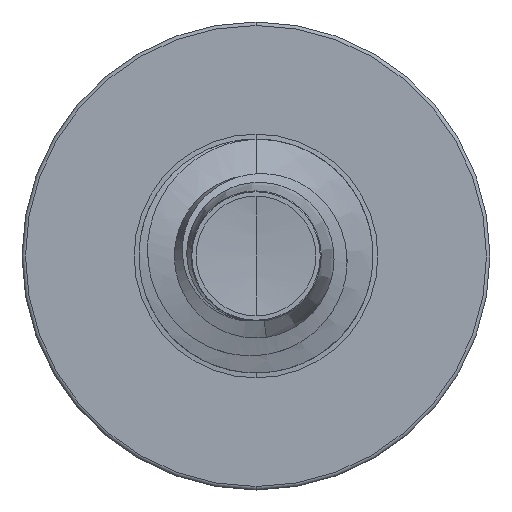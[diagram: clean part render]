
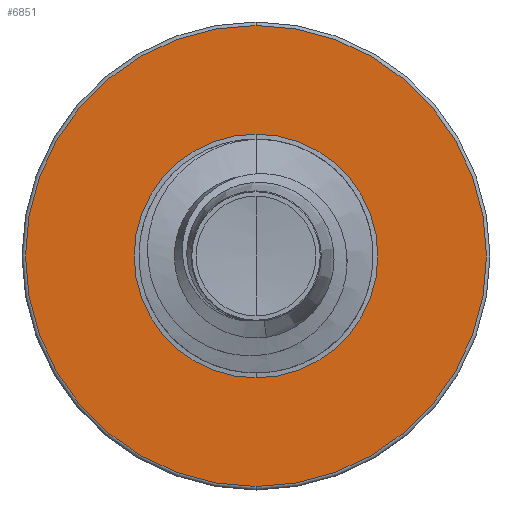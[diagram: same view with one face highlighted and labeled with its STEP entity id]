
A CAD part, front view. The second image highlights one B-rep face of the part: STEP entity #6851.
In plain terms, the highlighted planar face has unit normal (0, -1, 0).
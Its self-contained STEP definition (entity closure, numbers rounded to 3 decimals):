
#45 = DIRECTION ( 'NONE',  ( 0., 1., 0. ) ) ;
#304 = CARTESIAN_POINT ( 'NONE',  ( 0., 7., -1.562 ) ) ;
#373 = ORIENTED_EDGE ( 'NONE', *, *, #7257, .F. ) ;
#831 = EDGE_LOOP ( 'NONE', ( #8927, #1979 ) ) ;
#1314 = CIRCLE ( 'NONE', #10074, 2.955 ) ;
#1341 = VERTEX_POINT ( 'NONE', #6028 ) ;
#1557 = CARTESIAN_POINT ( 'NONE',  ( 0., 7., 0. ) ) ;
#1853 = DIRECTION ( 'NONE',  ( 0., 1., 0. ) ) ;
#1979 = ORIENTED_EDGE ( 'NONE', *, *, #5257, .T. ) ;
#2172 = FACE_OUTER_BOUND ( 'NONE', #2408, .T. ) ;
#2182 = DIRECTION ( 'NONE',  ( 0., 0., 1. ) ) ;
#2277 = ORIENTED_EDGE ( 'NONE', *, *, #8456, .F. ) ;
#2408 = EDGE_LOOP ( 'NONE', ( #373, #2277 ) ) ;
#2472 = DIRECTION ( 'NONE',  ( 0., 0., 1. ) ) ;
#2682 = AXIS2_PLACEMENT_3D ( 'NONE', #5554, #45, #6446 ) ;
#3953 = EDGE_CURVE ( 'NONE', #8510, #1341, #4028, .T. ) ;
#4028 = CIRCLE ( 'NONE', #10135, 1.562 ) ;
#4156 = CIRCLE ( 'NONE', #9877, 2.955 ) ;
#4547 = CARTESIAN_POINT ( 'NONE',  ( 0., 7., 2.955 ) ) ;
#4871 = DIRECTION ( 'NONE',  ( 0., 1., 0. ) ) ;
#4887 = AXIS2_PLACEMENT_3D ( 'NONE', #304, #4871, #2182 ) ;
#5257 = EDGE_CURVE ( 'NONE', #1341, #8510, #8826, .T. ) ;
#5295 = CARTESIAN_POINT ( 'NONE',  ( 0., 7., 0. ) ) ;
#5554 = CARTESIAN_POINT ( 'NONE',  ( 0., 7., 0. ) ) ;
#6028 = CARTESIAN_POINT ( 'NONE',  ( 0., 7., -1.562 ) ) ;
#6190 = DIRECTION ( 'NONE',  ( 0., 0., 1. ) ) ;
#6446 = DIRECTION ( 'NONE',  ( 0., 0., 1. ) ) ;
#6851 = ADVANCED_FACE ( 'NONE', ( #2172, #8950 ), #10845, .F. ) ;
#7250 = CARTESIAN_POINT ( 'NONE',  ( 0., 7., 0. ) ) ;
#7257 = EDGE_CURVE ( 'NONE', #9039, #7503, #1314, .T. ) ;
#7503 = VERTEX_POINT ( 'NONE', #9656 ) ;
#7827 = DIRECTION ( 'NONE',  ( 0., 1., 0. ) ) ;
#8104 = DIRECTION ( 'NONE',  ( 0., 0., 1. ) ) ;
#8456 = EDGE_CURVE ( 'NONE', #7503, #9039, #4156, .T. ) ;
#8510 = VERTEX_POINT ( 'NONE', #10291 ) ;
#8826 = CIRCLE ( 'NONE', #2682, 1.562 ) ;
#8927 = ORIENTED_EDGE ( 'NONE', *, *, #3953, .T. ) ;
#8950 = FACE_BOUND ( 'NONE', #831, .T. ) ;
#9039 = VERTEX_POINT ( 'NONE', #4547 ) ;
#9656 = CARTESIAN_POINT ( 'NONE',  ( 0., 7., -2.955 ) ) ;
#9877 = AXIS2_PLACEMENT_3D ( 'NONE', #1557, #7827, #2472 ) ;
#10074 = AXIS2_PLACEMENT_3D ( 'NONE', #5295, #11226, #6190 ) ;
#10135 = AXIS2_PLACEMENT_3D ( 'NONE', #7250, #1853, #8104 ) ;
#10291 = CARTESIAN_POINT ( 'NONE',  ( 0., 7., 1.562 ) ) ;
#10845 = PLANE ( 'NONE',  #4887 ) ;
#11226 = DIRECTION ( 'NONE',  ( 0., 1., 0. ) ) ;
